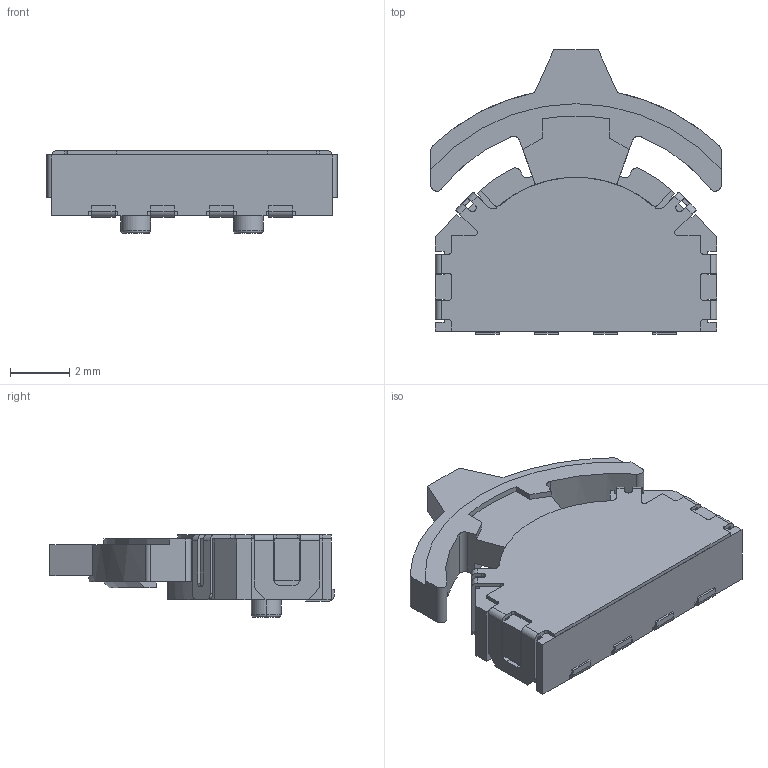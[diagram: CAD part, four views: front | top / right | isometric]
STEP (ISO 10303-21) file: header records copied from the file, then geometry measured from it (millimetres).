
FILE_DESCRIPTION (( 'STEP AP214' ), '1' );
FILE_NAME ('TM-2023.STEP', '2022-03-29T09:59:43', ( '' ), ( '' ), 'SwSTEP 2.0', 'SolidWorks 2020', '' );
FILE_SCHEMA (( 'AUTOMOTIVE_DESIGN' ));
Length unit declared in the file: millimetre
Products named in the file (1): TM-2023
Bounding box: 9.8 x 9.59 x 2.8 mm (x, y, z)
Surface area: 368.3 mm2 (no closed solid volume)
Topology: 0 solids, 3 shells, 310 faces, 1061 edges, 750 vertices
Faces by surface type: plane 217, cylinder 88, torus 4, cone 1
Entity records: 14882 total; most frequent: CARTESIAN_POINT 2122, ORIENTED_EDGE 1902, DIRECTION 1885, EDGE_CURVE 1061, VECTOR 859, LINE 859, VERTEX_POINT 750, AXIS2_PLACEMENT_3D 513
